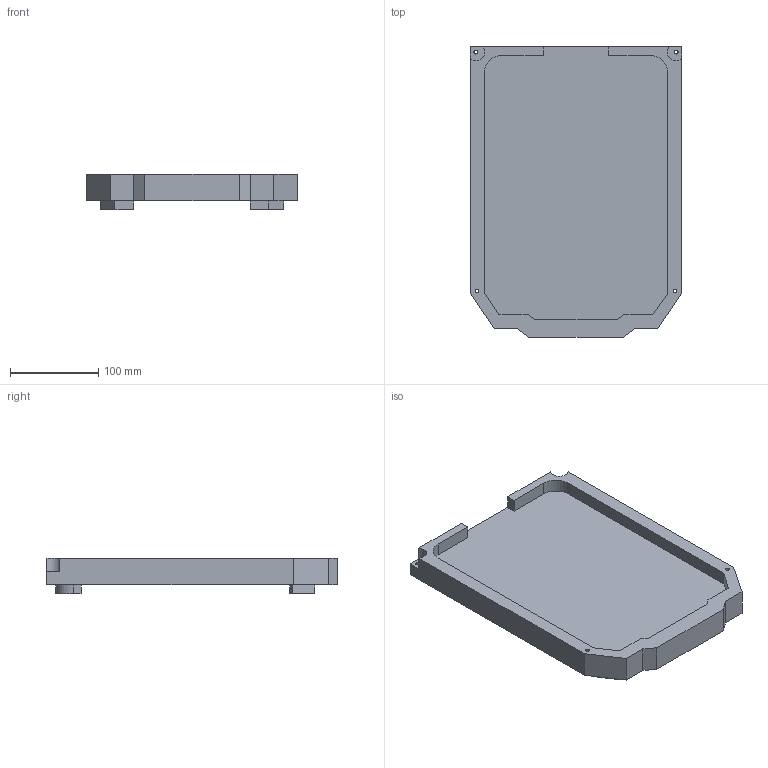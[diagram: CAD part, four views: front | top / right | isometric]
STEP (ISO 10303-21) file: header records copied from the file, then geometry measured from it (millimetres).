
FILE_DESCRIPTION (( 'STEP AP214' ), '1' );
FILE_NAME ('Niveau_3_Base_NonHolonome.STEP', '2024-04-28T23:24:21', ( '' ), ( '' ), 'SwSTEP 2.0', 'SolidWorks 2022', '' );
FILE_SCHEMA (( 'AUTOMOTIVE_DESIGN' ));
Length unit declared in the file: metre
Products named in the file (1): Niveau_3_Base_NonHolonome
Bounding box: 240 x 330 x 40 mm (x, y, z)
Volume: 1383938.4 mm3; surface area: 204566.4 mm2
Topology: 1 solids, 1 shells, 75 faces, 207 edges, 138 vertices
Faces by surface type: plane 58, cylinder 17
Entity records: 2513 total; most frequent: CARTESIAN_POINT 421, ORIENTED_EDGE 414, DIRECTION 393, EDGE_CURVE 207, VECTOR 173, LINE 173, VERTEX_POINT 138, AXIS2_PLACEMENT_3D 110
